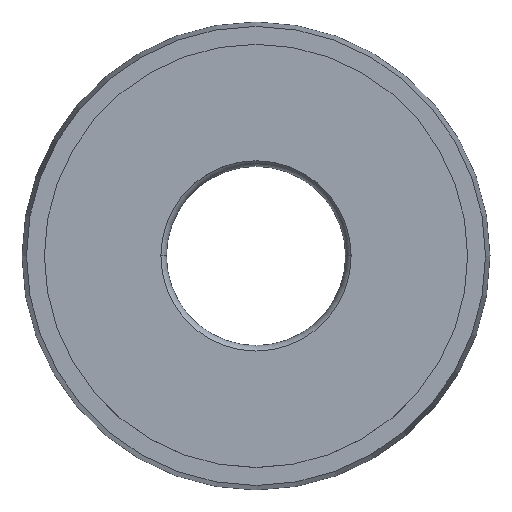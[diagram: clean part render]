
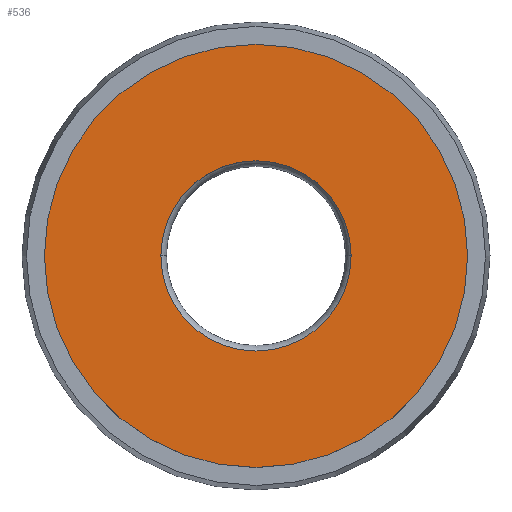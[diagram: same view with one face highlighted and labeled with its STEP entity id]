
A CAD part, top view. The second image highlights one B-rep face of the part: STEP entity #536.
In plain terms, the highlighted planar face has unit normal (0, 0, 1).
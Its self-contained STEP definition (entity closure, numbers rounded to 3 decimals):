
#10 = EDGE_CURVE ( 'NONE', #153, #49, #208, .T. ) ;
#24 = EDGE_LOOP ( 'NONE', ( #191, #559 ) ) ;
#49 = VERTEX_POINT ( 'NONE', #173 ) ;
#66 = DIRECTION ( 'NONE',  ( -1., 0., 0. ) ) ;
#71 = CARTESIAN_POINT ( 'NONE',  ( 0., 0., 0. ) ) ;
#74 = CARTESIAN_POINT ( 'NONE',  ( 0., 0., 0. ) ) ;
#122 = DIRECTION ( 'NONE',  ( 0., 0., 1. ) ) ;
#127 = CIRCLE ( 'NONE', #185, 9.45 ) ;
#152 = AXIS2_PLACEMENT_3D ( 'NONE', #214, #306, #66 ) ;
#153 = VERTEX_POINT ( 'NONE', #270 ) ;
#158 = CIRCLE ( 'NONE', #219, 9.45 ) ;
#171 = CARTESIAN_POINT ( 'NONE',  ( 9.45, 0., 0. ) ) ;
#173 = CARTESIAN_POINT ( 'NONE',  ( 4.25, 0., 0. ) ) ;
#185 = AXIS2_PLACEMENT_3D ( 'NONE', #481, #484, #282 ) ;
#191 = ORIENTED_EDGE ( 'NONE', *, *, #324, .T. ) ;
#197 = ORIENTED_EDGE ( 'NONE', *, *, #10, .F. ) ;
#199 = CARTESIAN_POINT ( 'NONE',  ( -9.45, 0., 0. ) ) ;
#204 = ORIENTED_EDGE ( 'NONE', *, *, #605, .F. ) ;
#208 = CIRCLE ( 'NONE', #279, 4.25 ) ;
#212 = DIRECTION ( 'NONE',  ( 0., 0., 1. ) ) ;
#214 = CARTESIAN_POINT ( 'NONE',  ( 0., 0., 0. ) ) ;
#219 = AXIS2_PLACEMENT_3D ( 'NONE', #71, #122, #612 ) ;
#263 = FACE_BOUND ( 'NONE', #619, .T. ) ;
#266 = VERTEX_POINT ( 'NONE', #199 ) ;
#270 = CARTESIAN_POINT ( 'NONE',  ( -4.25, 0., 0. ) ) ;
#279 = AXIS2_PLACEMENT_3D ( 'NONE', #610, #212, #457 ) ;
#282 = DIRECTION ( 'NONE',  ( 1., 0., 0. ) ) ;
#283 = AXIS2_PLACEMENT_3D ( 'NONE', #74, #576, #423 ) ;
#306 = DIRECTION ( 'NONE',  ( 0., 0., -1. ) ) ;
#324 = EDGE_CURVE ( 'NONE', #530, #266, #127, .T. ) ;
#365 = PLANE ( 'NONE',  #152 ) ;
#423 = DIRECTION ( 'NONE',  ( 1., 0., 0. ) ) ;
#457 = DIRECTION ( 'NONE',  ( 1., 0., 0. ) ) ;
#480 = CIRCLE ( 'NONE', #283, 4.25 ) ;
#481 = CARTESIAN_POINT ( 'NONE',  ( 0., 0., 0. ) ) ;
#484 = DIRECTION ( 'NONE',  ( 0., 0., 1. ) ) ;
#498 = EDGE_CURVE ( 'NONE', #266, #530, #158, .T. ) ;
#530 = VERTEX_POINT ( 'NONE', #171 ) ;
#536 = ADVANCED_FACE ( 'NONE', ( #263, #633 ), #365, .F. ) ;
#559 = ORIENTED_EDGE ( 'NONE', *, *, #498, .T. ) ;
#576 = DIRECTION ( 'NONE',  ( 0., 0., 1. ) ) ;
#605 = EDGE_CURVE ( 'NONE', #49, #153, #480, .T. ) ;
#610 = CARTESIAN_POINT ( 'NONE',  ( 0., 0., 0. ) ) ;
#612 = DIRECTION ( 'NONE',  ( 1., 0., 0. ) ) ;
#619 = EDGE_LOOP ( 'NONE', ( #204, #197 ) ) ;
#633 = FACE_OUTER_BOUND ( 'NONE', #24, .T. ) ;
